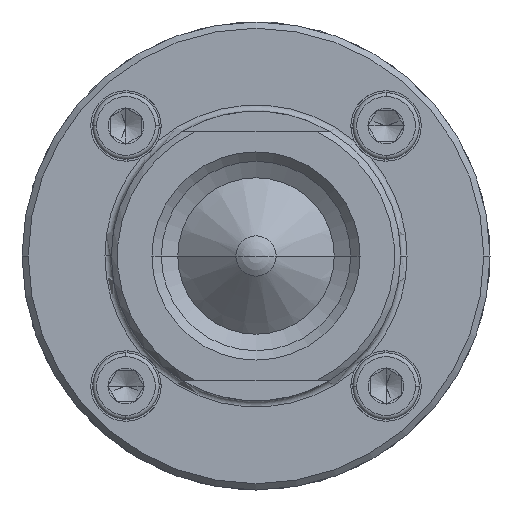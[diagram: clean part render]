
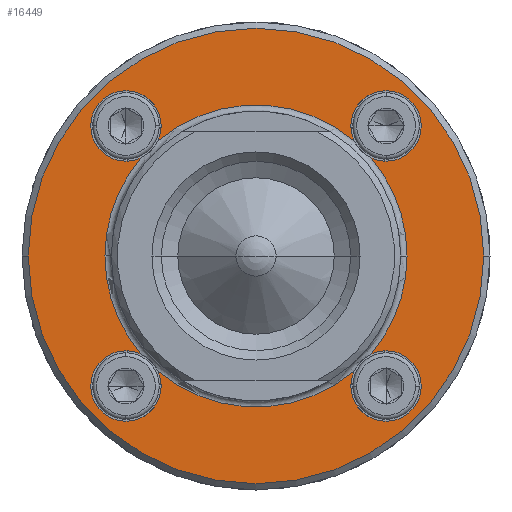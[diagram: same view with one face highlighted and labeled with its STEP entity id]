
A CAD part, left-side view. The second image highlights one B-rep face of the part: STEP entity #16449.
In plain terms, the highlighted face is planar.
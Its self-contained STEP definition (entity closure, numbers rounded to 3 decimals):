
#15477=CARTESIAN_POINT('',(7.,0.,0.));
#15478=DIRECTION('',(-1.,0.,0.));
#15479=DIRECTION('',(0.,1.,0.));
#15480=AXIS2_PLACEMENT_3D('',#15477,#15478,#15479);
#15482=CARTESIAN_POINT('',(7.,0.,0.));
#15483=DIRECTION('',(-1.,0.,0.));
#15484=DIRECTION('',(0.,-1.,0.));
#15485=AXIS2_PLACEMENT_3D('',#15482,#15483,#15484);
#15487=CARTESIAN_POINT('',(7.,16.617,-16.617));
#15488=DIRECTION('',(-1.,0.,0.));
#15489=DIRECTION('',(0.,0.,1.));
#15490=AXIS2_PLACEMENT_3D('',#15487,#15488,#15489);
#15492=CARTESIAN_POINT('',(7.,16.617,-16.617));
#15493=DIRECTION('',(-1.,0.,0.));
#15494=DIRECTION('',(0.,-0.439,0.899));
#15495=AXIS2_PLACEMENT_3D('',#15492,#15493,#15494);
#15497=CARTESIAN_POINT('',(7.,0.,0.));
#15498=DIRECTION('',(1.,0.,0.));
#15499=DIRECTION('',(0.,0.759,-0.651));
#15500=AXIS2_PLACEMENT_3D('',#15497,#15498,#15499);
#15502=CARTESIAN_POINT('',(7.,0.,0.));
#15503=DIRECTION('',(1.,0.,0.));
#15504=DIRECTION('',(0.,1.,0.));
#15505=AXIS2_PLACEMENT_3D('',#15502,#15503,#15504);
#15507=CARTESIAN_POINT('',(7.,16.617,16.617));
#15508=DIRECTION('',(-1.,0.,0.));
#15509=DIRECTION('',(0.,0.,-1.));
#15510=AXIS2_PLACEMENT_3D('',#15507,#15508,#15509);
#15512=CARTESIAN_POINT('',(7.,16.617,16.617));
#15513=DIRECTION('',(-1.,0.,0.));
#15514=DIRECTION('',(0.,0.,1.));
#15515=AXIS2_PLACEMENT_3D('',#15512,#15513,#15514);
#15517=CARTESIAN_POINT('',(7.,16.617,16.617));
#15518=DIRECTION('',(-1.,0.,0.));
#15519=DIRECTION('',(0.,-0.899,-0.439));
#15520=AXIS2_PLACEMENT_3D('',#15517,#15518,#15519);
#15522=CARTESIAN_POINT('',(7.,0.,0.));
#15523=DIRECTION('',(1.,0.,0.));
#15524=DIRECTION('',(0.,0.651,0.759));
#15525=AXIS2_PLACEMENT_3D('',#15522,#15523,#15524);
#15527=CARTESIAN_POINT('',(7.,-16.617,16.617));
#15528=DIRECTION('',(-1.,0.,0.));
#15529=DIRECTION('',(0.,0.,1.));
#15530=AXIS2_PLACEMENT_3D('',#15527,#15528,#15529);
#15532=CARTESIAN_POINT('',(7.,-16.617,16.617));
#15533=DIRECTION('',(-1.,0.,0.));
#15534=DIRECTION('',(0.,0.,-1.));
#15535=AXIS2_PLACEMENT_3D('',#15532,#15533,#15534);
#15537=CARTESIAN_POINT('',(7.,-16.617,16.617));
#15538=DIRECTION('',(-1.,0.,0.));
#15539=DIRECTION('',(0.,0.439,-0.899));
#15540=AXIS2_PLACEMENT_3D('',#15537,#15538,#15539);
#15542=CARTESIAN_POINT('',(7.,0.,0.));
#15543=DIRECTION('',(1.,0.,0.));
#15544=DIRECTION('',(0.,-0.759,0.651));
#15545=AXIS2_PLACEMENT_3D('',#15542,#15543,#15544);
#15547=CARTESIAN_POINT('',(7.,0.,0.));
#15548=DIRECTION('',(1.,0.,0.));
#15549=DIRECTION('',(0.,-1.,0.));
#15550=AXIS2_PLACEMENT_3D('',#15547,#15548,#15549);
#15552=CARTESIAN_POINT('',(7.,-16.617,-16.617));
#15553=DIRECTION('',(-1.,0.,0.));
#15554=DIRECTION('',(0.,0.,1.));
#15555=AXIS2_PLACEMENT_3D('',#15552,#15553,#15554);
#15557=CARTESIAN_POINT('',(7.,-16.617,-16.617));
#15558=DIRECTION('',(-1.,0.,0.));
#15559=DIRECTION('',(0.,0.,-1.));
#15560=AXIS2_PLACEMENT_3D('',#15557,#15558,#15559);
#15562=CARTESIAN_POINT('',(7.,-16.617,-16.617));
#15563=DIRECTION('',(-1.,0.,0.));
#15564=DIRECTION('',(0.,0.899,0.439));
#15565=AXIS2_PLACEMENT_3D('',#15562,#15563,#15564);
#15567=CARTESIAN_POINT('',(7.,0.,0.));
#15568=DIRECTION('',(1.,0.,0.));
#15569=DIRECTION('',(0.,-0.651,-0.759));
#15570=AXIS2_PLACEMENT_3D('',#15567,#15568,#15569);
#15572=CARTESIAN_POINT('',(7.,16.617,-16.617));
#15573=DIRECTION('',(-1.,0.,0.));
#15574=DIRECTION('',(0.,0.,-1.));
#15575=AXIS2_PLACEMENT_3D('',#15572,#15573,#15574);
#16006=CARTESIAN_POINT('',(7.,16.617,21.117));
#16007=VERTEX_POINT('',#16006);
#16008=CARTESIAN_POINT('',(7.,16.617,12.117));
#16009=VERTEX_POINT('',#16008);
#16010=CARTESIAN_POINT('',(7.,-16.617,21.117));
#16011=VERTEX_POINT('',#16010);
#16012=CARTESIAN_POINT('',(7.,-16.617,12.117));
#16013=VERTEX_POINT('',#16012);
#16014=CARTESIAN_POINT('',(7.,-16.617,-12.117));
#16015=VERTEX_POINT('',#16014);
#16016=CARTESIAN_POINT('',(7.,-16.617,-21.117));
#16017=VERTEX_POINT('',#16016);
#16018=CARTESIAN_POINT('',(7.,16.617,-12.117));
#16019=VERTEX_POINT('',#16018);
#16020=CARTESIAN_POINT('',(7.,16.617,-21.117));
#16021=VERTEX_POINT('',#16020);
#16026=CARTESIAN_POINT('',(7.,29.1,0.));
#16027=CARTESIAN_POINT('',(7.,-29.1,0.));
#16028=VERTEX_POINT('',#16026);
#16029=VERTEX_POINT('',#16027);
#16034=CARTESIAN_POINT('',(7.,19.3,0.));
#16035=VERTEX_POINT('',#16034);
#16036=CARTESIAN_POINT('',(7.,-19.3,0.));
#16037=VERTEX_POINT('',#16036);
#16042=CARTESIAN_POINT('',(7.,14.642,12.573));
#16043=VERTEX_POINT('',#16042);
#16044=CARTESIAN_POINT('',(7.,12.573,14.642));
#16045=VERTEX_POINT('',#16044);
#16046=CARTESIAN_POINT('',(7.,-12.573,14.642));
#16047=VERTEX_POINT('',#16046);
#16048=CARTESIAN_POINT('',(7.,-14.642,12.573));
#16049=VERTEX_POINT('',#16048);
#16050=CARTESIAN_POINT('',(7.,-14.642,-12.573));
#16051=VERTEX_POINT('',#16050);
#16052=CARTESIAN_POINT('',(7.,-12.573,-14.642));
#16053=VERTEX_POINT('',#16052);
#16054=CARTESIAN_POINT('',(7.,12.573,-14.642));
#16055=VERTEX_POINT('',#16054);
#16056=CARTESIAN_POINT('',(7.,14.642,-12.573));
#16057=VERTEX_POINT('',#16056);
#16406=CARTESIAN_POINT('',(7.,0.,0.));
#16407=DIRECTION('',(1.,0.,0.));
#16408=DIRECTION('',(0.,-1.,0.));
#16409=AXIS2_PLACEMENT_3D('',#16406,#16407,#16408);
#16410=PLANE('',#16409);
#16412=ORIENTED_EDGE('',*,*,#16411,.T.);
#16414=ORIENTED_EDGE('',*,*,#16413,.T.);
#16415=EDGE_LOOP('',(#16412,#16414));
#16416=FACE_OUTER_BOUND('',#16415,.F.);
#16417=ORIENTED_EDGE('',*,*,#16398,.F.);
#16418=ORIENTED_EDGE('',*,*,#16387,.F.);
#16419=ORIENTED_EDGE('',*,*,#16368,.T.);
#16421=ORIENTED_EDGE('',*,*,#16420,.T.);
#16423=ORIENTED_EDGE('',*,*,#16422,.F.);
#16425=ORIENTED_EDGE('',*,*,#16424,.F.);
#16427=ORIENTED_EDGE('',*,*,#16426,.F.);
#16429=ORIENTED_EDGE('',*,*,#16428,.T.);
#16431=ORIENTED_EDGE('',*,*,#16430,.F.);
#16433=ORIENTED_EDGE('',*,*,#16432,.F.);
#16435=ORIENTED_EDGE('',*,*,#16434,.F.);
#16437=ORIENTED_EDGE('',*,*,#16436,.T.);
#16438=ORIENTED_EDGE('',*,*,#16361,.T.);
#16440=ORIENTED_EDGE('',*,*,#16439,.F.);
#16442=ORIENTED_EDGE('',*,*,#16441,.F.);
#16444=ORIENTED_EDGE('',*,*,#16443,.F.);
#16445=ORIENTED_EDGE('',*,*,#16357,.T.);
#16446=ORIENTED_EDGE('',*,*,#16384,.F.);
#16447=EDGE_LOOP('',(#16417,#16418,#16419,#16421,#16423,#16425,#16427,#16429,
#16431,#16433,#16435,#16437,#16438,#16440,#16442,#16444,#16445,#16446));
#16448=FACE_BOUND('',#16447,.F.);
#16449=ADVANCED_FACE('',(#16416,#16448),#16410,.T.);
#15481=CIRCLE('',#15480,29.1);
#15486=CIRCLE('',#15485,29.1);
#15491=CIRCLE('',#15490,4.5);
#15496=CIRCLE('',#15495,4.5);
#15501=CIRCLE('',#15500,19.3);
#15506=CIRCLE('',#15505,19.3);
#15511=CIRCLE('',#15510,4.5);
#15516=CIRCLE('',#15515,4.5);
#15521=CIRCLE('',#15520,4.5);
#15526=CIRCLE('',#15525,19.3);
#15531=CIRCLE('',#15530,4.5);
#15536=CIRCLE('',#15535,4.5);
#15541=CIRCLE('',#15540,4.5);
#15546=CIRCLE('',#15545,19.3);
#15551=CIRCLE('',#15550,19.3);
#15556=CIRCLE('',#15555,4.5);
#15561=CIRCLE('',#15560,4.5);
#15566=CIRCLE('',#15565,4.5);
#15571=CIRCLE('',#15570,19.3);
#15576=CIRCLE('',#15575,4.5);
#16357=EDGE_CURVE('',#16053,#16055,#15571,.T.);
#16361=EDGE_CURVE('',#16037,#16051,#15551,.T.);
#16368=EDGE_CURVE('',#16057,#16035,#15501,.T.);
#16384=EDGE_CURVE('',#16021,#16055,#15576,.T.);
#16387=EDGE_CURVE('',#16057,#16019,#15496,.T.);
#16398=EDGE_CURVE('',#16019,#16021,#15491,.T.);
#16411=EDGE_CURVE('',#16028,#16029,#15481,.T.);
#16413=EDGE_CURVE('',#16029,#16028,#15486,.T.);
#16420=EDGE_CURVE('',#16035,#16043,#15506,.T.);
#16422=EDGE_CURVE('',#16009,#16043,#15511,.T.);
#16424=EDGE_CURVE('',#16007,#16009,#15516,.T.);
#16426=EDGE_CURVE('',#16045,#16007,#15521,.T.);
#16428=EDGE_CURVE('',#16045,#16047,#15526,.T.);
#16430=EDGE_CURVE('',#16011,#16047,#15531,.T.);
#16432=EDGE_CURVE('',#16013,#16011,#15536,.T.);
#16434=EDGE_CURVE('',#16049,#16013,#15541,.T.);
#16436=EDGE_CURVE('',#16049,#16037,#15546,.T.);
#16439=EDGE_CURVE('',#16015,#16051,#15556,.T.);
#16441=EDGE_CURVE('',#16017,#16015,#15561,.T.);
#16443=EDGE_CURVE('',#16053,#16017,#15566,.T.);
